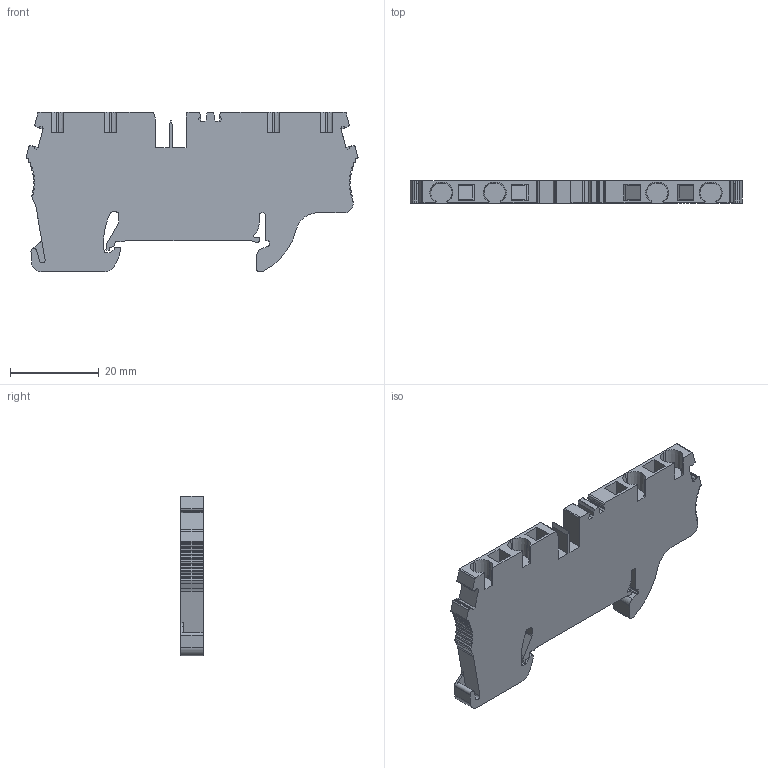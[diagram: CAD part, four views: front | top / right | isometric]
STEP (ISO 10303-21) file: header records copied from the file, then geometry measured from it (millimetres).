
FILE_DESCRIPTION(/* description */ ('Unknown'),/* implementation_level */ '2;1');
FILE_NAME(/* name */ 'SQ2.5-2X2+D1_3D_DRAWING',/* time_stamp */ '2025-04-29T16:16:33+06:00',/* author */ ('Unknown'),/* organization */ ('Unknown'),/* preprocessor_version */ 'ST-DEVELOPER v16.7',/* originating_system */ 'Solid Edge',/* authorisation */ 'Unknown');
FILE_SCHEMA (('AUTOMOTIVE_DESIGN {1 0 10303 214 3 1 1}'));
Length unit declared in the file: millimetre
Products named in the file (1): SQ2.5-2X2+D1_3D_DRAWING
Bounding box: 74.74 x 5 x 36 mm (x, y, z)
Volume: 9555.7 mm3; surface area: 6346.6 mm2
Topology: 1 solids, 1 shells, 303 faces, 919 edges, 622 vertices
Faces by surface type: plane 163, cylinder 128, cone 12
Entity records: 12600 total; most frequent: CARTESIAN_POINT 2040, ORIENTED_EDGE 1838, DIRECTION 1735, EDGE_CURVE 919, VERTEX_POINT 622, LINE 581, VECTOR 581, AXIS2_PLACEMENT_3D 577
